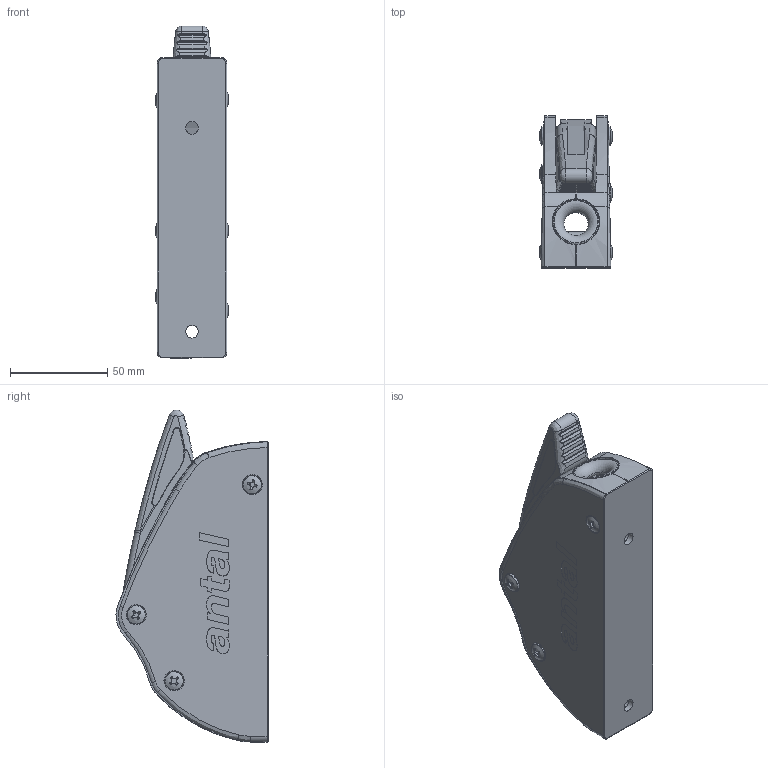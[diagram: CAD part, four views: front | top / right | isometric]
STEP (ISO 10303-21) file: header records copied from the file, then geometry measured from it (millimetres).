
FILE_DESCRIPTION(/* description */ (''),/* implementation_level */ '2;1');
FILE_NAME(/* name */ '549.111.stp',/* time_stamp */ '2019-11-05T09:37:49+01:00',/* author */ ('francesca'),/* organization */ (''),/* preprocessor_version */ 'ST-DEVELOPER v16.5',/* originating_system */ 'Autodesk Inventor 2017',/* authorisation */ '');
FILE_SCHEMA (('CONFIG_CONTROL_DESIGN'));
Products named in the file (1): 19062410
Bounding box: 37.72 x 78.33 x 171.01 mm (x, y, z)
Volume: 223621.4 mm3; surface area: 59801.6 mm2
Topology: 1 solids, 13 shells, 1279 faces, 3186 edges, 1942 vertices
Faces by surface type: bspline 360, cylinder 325, plane 308, torus 146, cone 82, sphere 58
Full cylindrical faces by diameter (mm): 3.2 x2, 6 x2, 6.5 x4, 7.85 x1, 8 x4, 8.1 x3, 10 x12, 11.8 x2, 12.2 x2, 19 x2
Entity records: 50419 total; most frequent: CARTESIAN_POINT 21776, ORIENTED_EDGE 6204, DIRECTION 5563, EDGE_CURVE 3090, AXIS2_PLACEMENT_3D 2194, VERTEX_POINT 1925, EDGE_LOOP 1413, FACE_OUTER_BOUND 1279
